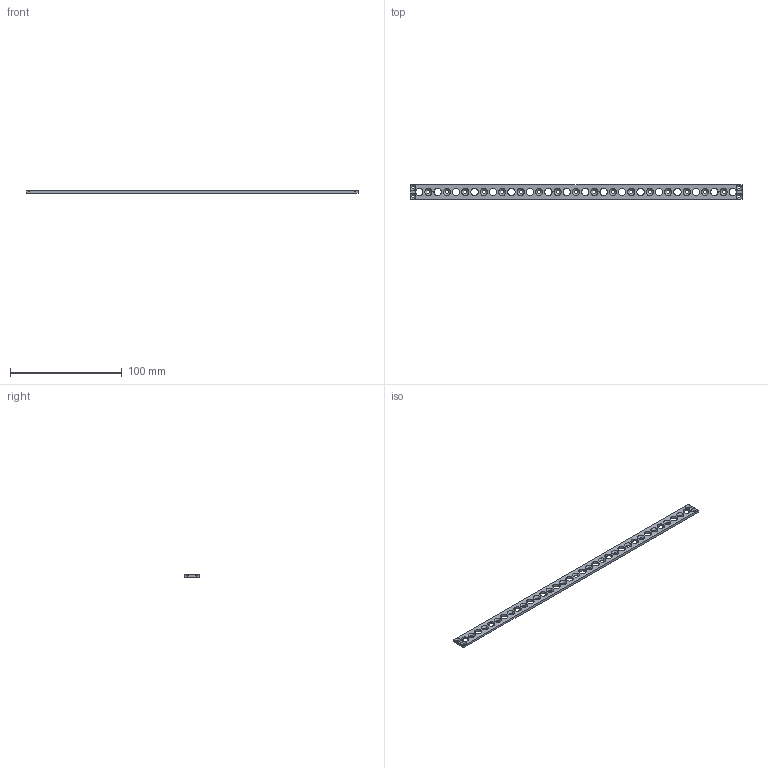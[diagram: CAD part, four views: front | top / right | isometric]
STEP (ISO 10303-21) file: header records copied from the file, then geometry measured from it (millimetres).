
FILE_DESCRIPTION (( 'STEP AP214' ), '1' );
FILE_NAME ('Yamaha_CL_BasePlate_SealPlate_18Feeder.STEP', '2024-01-16T08:58:30', ( '' ), ( '' ), 'SwSTEP 2.0', 'SolidWorks 2023', '' );
FILE_SCHEMA (( 'AUTOMOTIVE_DESIGN' ));
Length unit declared in the file: millimetre
Products named in the file (1): Yamaha_CL_BasePlate_SealPlate_18Feeder
Bounding box: 297 x 13.2 x 2 mm (x, y, z)
Volume: 5987 mm3; surface area: 8543.1 mm2
Topology: 1 solids, 1 shells, 236 faces, 566 edges, 328 vertices
Faces by surface type: cone 148, cylinder 78, plane 10
Entity records: 7041 total; most frequent: DIRECTION 1336, CARTESIAN_POINT 1203, ORIENTED_EDGE 1132, EDGE_CURVE 566, AXIS2_PLACEMENT_3D 545, VERTEX_POINT 328, EDGE_LOOP 310, CIRCLE 308
